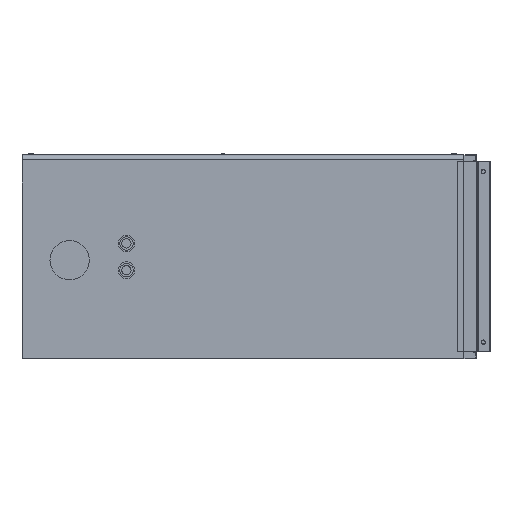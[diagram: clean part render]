
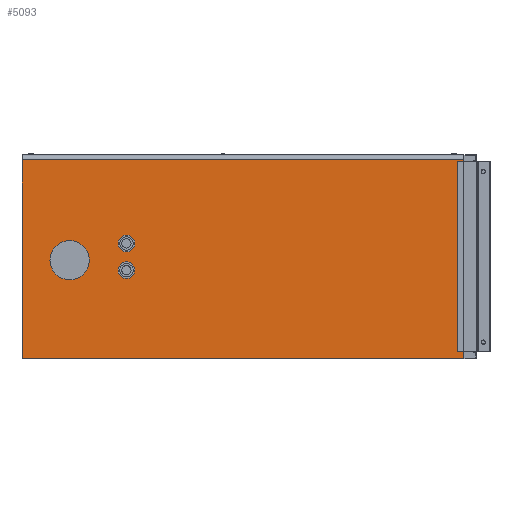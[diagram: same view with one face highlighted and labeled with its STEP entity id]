
A CAD part, left-side view. The second image highlights one B-rep face of the part: STEP entity #5093.
In plain terms, the highlighted planar face has unit normal (-1, 0, 0).
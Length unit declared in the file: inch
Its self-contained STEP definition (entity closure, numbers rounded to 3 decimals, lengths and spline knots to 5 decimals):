
#1 = AXIS2_PLACEMENT_3D ( 'NONE', #9, #858, #8421 ) ;
#9 = CARTESIAN_POINT ( 'NONE',  ( -25.5, 50.375, -2. ) ) ;
#81 = VERTEX_POINT ( 'NONE', #185 ) ;
#98 = DIRECTION ( 'NONE',  ( 0., 0., -1. ) ) ;
#185 = CARTESIAN_POINT ( 'NONE',  ( -25.5, 50.375, -0.75 ) ) ;
#530 = CARTESIAN_POINT ( 'NONE',  ( -25.5, 50.375, 3.25 ) ) ;
#562 = EDGE_LOOP ( 'NONE', ( #6083, #5652 ) ) ;
#625 = DIRECTION ( 'NONE',  ( 1., 0., 0. ) ) ;
#659 = DIRECTION ( 'NONE',  ( 1., 0., 0. ) ) ;
#858 = DIRECTION ( 'NONE',  ( 1., 0., 0. ) ) ;
#938 = EDGE_LOOP ( 'NONE', ( #10157, #9470 ) ) ;
#948 = AXIS2_PLACEMENT_3D ( 'NONE', #7090, #2878, #2034 ) ;
#963 = DIRECTION ( 'NONE',  ( 0., 0., -1. ) ) ;
#979 = EDGE_LOOP ( 'NONE', ( #4657, #4993, #2653, #10308 ) ) ;
#1045 = FACE_BOUND ( 'NONE', #562, .T. ) ;
#1678 = CARTESIAN_POINT ( 'NONE',  ( -25.5, 50.375, -2. ) ) ;
#1732 = EDGE_CURVE ( 'NONE', #7811, #5398, #2968, .T. ) ;
#1825 = EDGE_CURVE ( 'NONE', #9058, #81, #9915, .T. ) ;
#2034 = DIRECTION ( 'NONE',  ( 0., 0., -1. ) ) ;
#2101 = DIRECTION ( 'NONE',  ( 0., -1., 0. ) ) ;
#2187 = CARTESIAN_POINT ( 'NONE',  ( -25.5, 0., -15.25 ) ) ;
#2386 = CARTESIAN_POINT ( 'NONE',  ( -25.5, 50.375, 2. ) ) ;
#2388 = ORIENTED_EDGE ( 'NONE', *, *, #1732, .T. ) ;
#2562 = AXIS2_PLACEMENT_3D ( 'NONE', #2386, #625, #4034 ) ;
#2629 = VERTEX_POINT ( 'NONE', #2187 ) ;
#2653 = ORIENTED_EDGE ( 'NONE', *, *, #6405, .F. ) ;
#2683 = VERTEX_POINT ( 'NONE', #10508 ) ;
#2791 = CIRCLE ( 'NONE', #4650, 2.9375 ) ;
#2878 = DIRECTION ( 'NONE',  ( 1., 0., 0. ) ) ;
#2968 = CIRCLE ( 'NONE', #3032, 1.25 ) ;
#3000 = LINE ( 'NONE', #7977, #9951 ) ;
#3032 = AXIS2_PLACEMENT_3D ( 'NONE', #4267, #6866, #9316 ) ;
#3045 = CIRCLE ( 'NONE', #8502, 1.25 ) ;
#3704 = LINE ( 'NONE', #9643, #4780 ) ;
#4034 = DIRECTION ( 'NONE',  ( 0., 0., -1. ) ) ;
#4222 = VECTOR ( 'NONE', #4599, 39.37008 ) ;
#4231 = ORIENTED_EDGE ( 'NONE', *, *, #4570, .T. ) ;
#4267 = CARTESIAN_POINT ( 'NONE',  ( -25.5, 50.375, 2. ) ) ;
#4316 = EDGE_CURVE ( 'NONE', #8204, #5149, #3704, .T. ) ;
#4570 = EDGE_CURVE ( 'NONE', #5398, #7811, #9845, .T. ) ;
#4599 = DIRECTION ( 'NONE',  ( 0., -1., 0. ) ) ;
#4650 = AXIS2_PLACEMENT_3D ( 'NONE', #6886, #6963, #98 ) ;
#4657 = ORIENTED_EDGE ( 'NONE', *, *, #9369, .T. ) ;
#4780 = VECTOR ( 'NONE', #2101, 39.37008 ) ;
#4901 = DIRECTION ( 'NONE',  ( 0., 0., -1. ) ) ;
#4993 = ORIENTED_EDGE ( 'NONE', *, *, #4316, .F. ) ;
#5093 = ADVANCED_FACE ( 'NONE', ( #9827, #1045, #6989, #7362 ), #5426, .F. ) ;
#5149 = VERTEX_POINT ( 'NONE', #7952 ) ;
#5379 = CARTESIAN_POINT ( 'NONE',  ( -25.5, 50.375, 0.75 ) ) ;
#5398 = VERTEX_POINT ( 'NONE', #5379 ) ;
#5426 = PLANE ( 'NONE',  #948 ) ;
#5646 = DIRECTION ( 'NONE',  ( 0., 0., 1. ) ) ;
#5652 = ORIENTED_EDGE ( 'NONE', *, *, #1825, .T. ) ;
#5865 = LINE ( 'NONE', #8554, #7151 ) ;
#5939 = EDGE_CURVE ( 'NONE', #9891, #2629, #10874, .T. ) ;
#6083 = ORIENTED_EDGE ( 'NONE', *, *, #10068, .T. ) ;
#6405 = EDGE_CURVE ( 'NONE', #9891, #8204, #3000, .T. ) ;
#6866 = DIRECTION ( 'NONE',  ( 1., 0., 0. ) ) ;
#6886 = CARTESIAN_POINT ( 'NONE',  ( -25.5, 58.875, -0.5 ) ) ;
#6963 = DIRECTION ( 'NONE',  ( 1., 0., 0. ) ) ;
#6987 = CARTESIAN_POINT ( 'NONE',  ( -25.5, 66., 14.5 ) ) ;
#6989 = FACE_BOUND ( 'NONE', #10246, .T. ) ;
#7037 = VERTEX_POINT ( 'NONE', #10166 ) ;
#7081 = CARTESIAN_POINT ( 'NONE',  ( -25.5, 66., -15.25 ) ) ;
#7090 = CARTESIAN_POINT ( 'NONE',  ( -25.5, 66., 14.5 ) ) ;
#7151 = VECTOR ( 'NONE', #10191, 39.37008 ) ;
#7362 = FACE_OUTER_BOUND ( 'NONE', #979, .T. ) ;
#7662 = DIRECTION ( 'NONE',  ( 1., 0., 0. ) ) ;
#7811 = VERTEX_POINT ( 'NONE', #530 ) ;
#7952 = CARTESIAN_POINT ( 'NONE',  ( -25.5, 0., 14.5 ) ) ;
#7977 = CARTESIAN_POINT ( 'NONE',  ( -25.5, 66., 14.5 ) ) ;
#8062 = CARTESIAN_POINT ( 'NONE',  ( -25.5, 66., -15.25 ) ) ;
#8149 = CARTESIAN_POINT ( 'NONE',  ( -25.5, 50.375, -3.25 ) ) ;
#8204 = VERTEX_POINT ( 'NONE', #6987 ) ;
#8211 = CIRCLE ( 'NONE', #9944, 2.9375 ) ;
#8421 = DIRECTION ( 'NONE',  ( 0., 0., -1. ) ) ;
#8502 = AXIS2_PLACEMENT_3D ( 'NONE', #1678, #7662, #963 ) ;
#8554 = CARTESIAN_POINT ( 'NONE',  ( -25.5, 0., 14.5 ) ) ;
#8605 = EDGE_CURVE ( 'NONE', #7037, #2683, #8211, .T. ) ;
#9058 = VERTEX_POINT ( 'NONE', #8149 ) ;
#9315 = EDGE_CURVE ( 'NONE', #2683, #7037, #2791, .T. ) ;
#9316 = DIRECTION ( 'NONE',  ( 0., 0., -1. ) ) ;
#9369 = EDGE_CURVE ( 'NONE', #2629, #5149, #5865, .T. ) ;
#9470 = ORIENTED_EDGE ( 'NONE', *, *, #8605, .T. ) ;
#9643 = CARTESIAN_POINT ( 'NONE',  ( -25.5, 66., 14.5 ) ) ;
#9827 = FACE_BOUND ( 'NONE', #938, .T. ) ;
#9845 = CIRCLE ( 'NONE', #2562, 1.25 ) ;
#9891 = VERTEX_POINT ( 'NONE', #8062 ) ;
#9915 = CIRCLE ( 'NONE', #1, 1.25 ) ;
#9944 = AXIS2_PLACEMENT_3D ( 'NONE', #10709, #659, #4901 ) ;
#9951 = VECTOR ( 'NONE', #5646, 39.37008 ) ;
#10068 = EDGE_CURVE ( 'NONE', #81, #9058, #3045, .T. ) ;
#10157 = ORIENTED_EDGE ( 'NONE', *, *, #9315, .T. ) ;
#10166 = CARTESIAN_POINT ( 'NONE',  ( -25.5, 58.875, -3.4375 ) ) ;
#10191 = DIRECTION ( 'NONE',  ( 0., 0., 1. ) ) ;
#10246 = EDGE_LOOP ( 'NONE', ( #2388, #4231 ) ) ;
#10308 = ORIENTED_EDGE ( 'NONE', *, *, #5939, .T. ) ;
#10508 = CARTESIAN_POINT ( 'NONE',  ( -25.5, 58.875, 2.4375 ) ) ;
#10709 = CARTESIAN_POINT ( 'NONE',  ( -25.5, 58.875, -0.5 ) ) ;
#10874 = LINE ( 'NONE', #7081, #4222 ) ;
